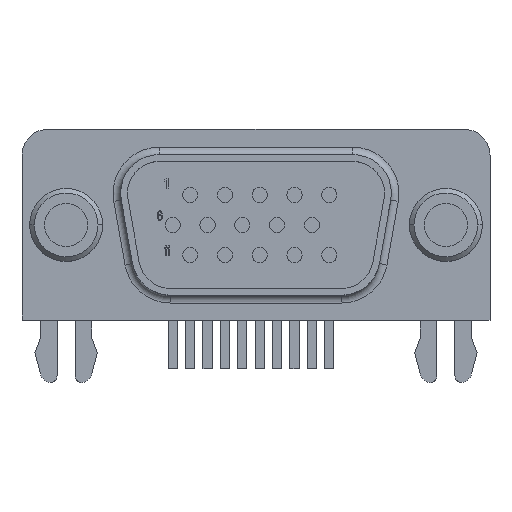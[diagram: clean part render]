
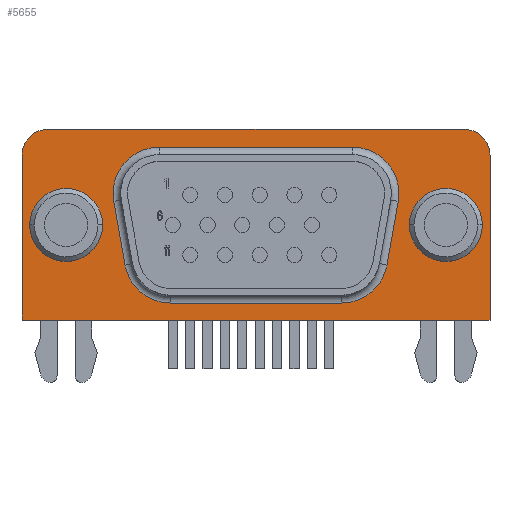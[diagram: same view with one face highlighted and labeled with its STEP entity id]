
A CAD part, top view. The second image highlights one B-rep face of the part: STEP entity #5655.
In plain terms, the highlighted planar face has unit normal (0, 0, 1).
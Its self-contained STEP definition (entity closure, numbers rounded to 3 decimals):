
#220=CARTESIAN_POINT('',(-6.37,2.09,-6.));
#221=DIRECTION('',(0.,0.,-1.));
#222=DIRECTION('',(-0.985,-0.174,0.));
#223=AXIS2_PLACEMENT_3D('',#220,#221,#222);
#234=DIRECTION('',(-0.174,0.985,0.));
#235=VECTOR('',#234,4.244);
#236=CARTESIAN_POINT('',(-8.627,-2.618,-6.));
#237=LINE('',#236,#235);
#256=CARTESIAN_POINT('',(-5.633,-2.09,-6.));
#257=DIRECTION('',(0.,0.,-1.));
#258=DIRECTION('',(0.,-1.,0.));
#259=AXIS2_PLACEMENT_3D('',#256,#257,#258);
#270=DIRECTION('',(-1.,0.,0.));
#271=VECTOR('',#270,11.266);
#272=CARTESIAN_POINT('',(5.633,-5.13,-6.));
#273=LINE('',#272,#271);
#292=CARTESIAN_POINT('',(5.633,-2.09,-6.));
#293=DIRECTION('',(0.,0.,-1.));
#294=DIRECTION('',(0.985,-0.174,0.));
#295=AXIS2_PLACEMENT_3D('',#292,#293,#294);
#306=DIRECTION('',(-0.174,-0.985,0.));
#307=VECTOR('',#306,4.244);
#308=CARTESIAN_POINT('',(9.364,1.562,-6.));
#309=LINE('',#308,#307);
#328=CARTESIAN_POINT('',(6.37,2.09,-6.));
#329=DIRECTION('',(0.,0.,-1.));
#330=DIRECTION('',(0.,1.,0.));
#331=AXIS2_PLACEMENT_3D('',#328,#329,#330);
#342=DIRECTION('',(1.,0.,0.));
#343=VECTOR('',#342,12.74);
#344=CARTESIAN_POINT('',(-6.37,5.13,-6.));
#345=LINE('',#344,#343);
#350=DIRECTION('',(1.,0.,0.));
#351=VECTOR('',#350,27.41);
#352=CARTESIAN_POINT('',(-13.705,6.3,-6.));
#353=LINE('',#352,#351);
#354=CARTESIAN_POINT('',(12.5,0.,-6.));
#355=DIRECTION('',(0.,0.,1.));
#356=DIRECTION('',(1.,0.,0.));
#357=AXIS2_PLACEMENT_3D('',#354,#355,#356);
#359=CARTESIAN_POINT('',(12.5,0.,-6.));
#360=DIRECTION('',(0.,0.,1.));
#361=DIRECTION('',(-1.,0.,0.));
#362=AXIS2_PLACEMENT_3D('',#359,#360,#361);
#364=CARTESIAN_POINT('',(-12.5,0.,-6.));
#365=DIRECTION('',(0.,0.,1.));
#366=DIRECTION('',(1.,0.,0.));
#367=AXIS2_PLACEMENT_3D('',#364,#365,#366);
#369=CARTESIAN_POINT('',(-12.5,0.,-6.));
#370=DIRECTION('',(0.,0.,1.));
#371=DIRECTION('',(-1.,0.,0.));
#372=AXIS2_PLACEMENT_3D('',#369,#370,#371);
#378=CARTESIAN_POINT('',(13.705,4.6,-6.));
#379=DIRECTION('',(0.,0.,1.));
#380=DIRECTION('',(1.,0.,0.));
#381=AXIS2_PLACEMENT_3D('',#378,#379,#380);
#421=DIRECTION('',(0.,-1.,0.));
#422=VECTOR('',#421,10.85);
#423=CARTESIAN_POINT('',(15.405,4.6,-6.));
#424=LINE('',#423,#422);
#1069=DIRECTION('',(1.,0.,0.));
#1070=VECTOR('',#1069,30.81);
#1071=CARTESIAN_POINT('',(-15.405,-6.25,-6.));
#1072=LINE('',#1071,#1070);
#1552=DIRECTION('',(0.,-1.,0.));
#1553=VECTOR('',#1552,10.85);
#1554=CARTESIAN_POINT('',(-15.405,4.6,-6.));
#1555=LINE('',#1554,#1553);
#1586=CARTESIAN_POINT('',(-13.705,4.6,-6.));
#1587=DIRECTION('',(0.,0.,1.));
#1588=DIRECTION('',(0.,1.,0.));
#1589=AXIS2_PLACEMENT_3D('',#1586,#1587,#1588);
#4116=CARTESIAN_POINT('',(-15.405,-6.25,-6.));
#4118=VERTEX_POINT('',#4116);
#4126=CARTESIAN_POINT('',(15.405,-6.25,-6.));
#4128=VERTEX_POINT('',#4126);
#4149=CARTESIAN_POINT('',(15.405,4.6,-6.));
#4151=VERTEX_POINT('',#4149);
#4152=CARTESIAN_POINT('',(13.705,6.3,-6.));
#4153=VERTEX_POINT('',#4152);
#4156=CARTESIAN_POINT('',(-15.405,4.6,-6.));
#4158=VERTEX_POINT('',#4156);
#4162=CARTESIAN_POINT('',(-13.705,6.3,-6.));
#4163=VERTEX_POINT('',#4162);
#4168=CARTESIAN_POINT('',(-6.37,5.13,-6.));
#4169=CARTESIAN_POINT('',(6.37,5.13,-6.));
#4170=VERTEX_POINT('',#4168);
#4171=VERTEX_POINT('',#4169);
#4174=CARTESIAN_POINT('',(-9.364,1.562,-6.));
#4175=VERTEX_POINT('',#4174);
#4178=CARTESIAN_POINT('',(-8.627,-2.618,-6.));
#4179=VERTEX_POINT('',#4178);
#4182=CARTESIAN_POINT('',(-5.633,-5.13,-6.));
#4183=VERTEX_POINT('',#4182);
#4186=CARTESIAN_POINT('',(5.633,-5.13,-6.));
#4187=VERTEX_POINT('',#4186);
#4190=CARTESIAN_POINT('',(8.627,-2.618,-6.));
#4191=VERTEX_POINT('',#4190);
#4194=CARTESIAN_POINT('',(9.364,1.562,-6.));
#4195=VERTEX_POINT('',#4194);
#5292=CARTESIAN_POINT('',(14.9,0.,-6.));
#5293=CARTESIAN_POINT('',(10.1,0.,-6.));
#5294=VERTEX_POINT('',#5292);
#5295=VERTEX_POINT('',#5293);
#5338=CARTESIAN_POINT('',(-10.1,0.,-6.));
#5339=CARTESIAN_POINT('',(-14.9,0.,-6.));
#5340=VERTEX_POINT('',#5338);
#5341=VERTEX_POINT('',#5339);
#5614=CARTESIAN_POINT('',(-15.405,6.3,-6.));
#5615=DIRECTION('',(0.,0.,1.));
#5616=DIRECTION('',(0.,-1.,0.));
#5617=AXIS2_PLACEMENT_3D('',#5614,#5615,#5616);
#5618=PLANE('',#5617);
#5620=ORIENTED_EDGE('',*,*,#5619,.F.);
#5622=ORIENTED_EDGE('',*,*,#5621,.T.);
#5624=ORIENTED_EDGE('',*,*,#5623,.F.);
#5626=ORIENTED_EDGE('',*,*,#5625,.F.);
#5628=ORIENTED_EDGE('',*,*,#5627,.F.);
#5630=ORIENTED_EDGE('',*,*,#5629,.T.);
#5631=EDGE_LOOP('',(#5620,#5622,#5624,#5626,#5628,#5630));
#5632=FACE_OUTER_BOUND('',#5631,.F.);
#5633=ORIENTED_EDGE('',*,*,#5596,.F.);
#5634=ORIENTED_EDGE('',*,*,#5413,.F.);
#5635=ORIENTED_EDGE('',*,*,#5429,.F.);
#5636=ORIENTED_EDGE('',*,*,#5470,.F.);
#5637=ORIENTED_EDGE('',*,*,#5485,.F.);
#5638=ORIENTED_EDGE('',*,*,#5526,.F.);
#5639=ORIENTED_EDGE('',*,*,#5541,.F.);
#5640=ORIENTED_EDGE('',*,*,#5582,.F.);
#5641=EDGE_LOOP('',(#5633,#5634,#5635,#5636,#5637,#5638,#5639,#5640));
#5642=FACE_BOUND('',#5641,.F.);
#5644=ORIENTED_EDGE('',*,*,#5643,.T.);
#5646=ORIENTED_EDGE('',*,*,#5645,.T.);
#5647=EDGE_LOOP('',(#5644,#5646));
#5648=FACE_BOUND('',#5647,.F.);
#5650=ORIENTED_EDGE('',*,*,#5649,.T.);
#5652=ORIENTED_EDGE('',*,*,#5651,.T.);
#5653=EDGE_LOOP('',(#5650,#5652));
#5654=FACE_BOUND('',#5653,.F.);
#224=CIRCLE('',#223,3.04);
#260=CIRCLE('',#259,3.04);
#296=CIRCLE('',#295,3.04);
#332=CIRCLE('',#331,3.04);
#358=CIRCLE('',#357,2.4);
#363=CIRCLE('',#362,2.4);
#368=CIRCLE('',#367,2.4);
#373=CIRCLE('',#372,2.4);
#382=CIRCLE('',#381,1.7);
#1590=CIRCLE('',#1589,1.7);
#5413=EDGE_CURVE('',#4175,#4170,#224,.T.);
#5429=EDGE_CURVE('',#4179,#4175,#237,.T.);
#5470=EDGE_CURVE('',#4183,#4179,#260,.T.);
#5485=EDGE_CURVE('',#4187,#4183,#273,.T.);
#5526=EDGE_CURVE('',#4191,#4187,#296,.T.);
#5541=EDGE_CURVE('',#4195,#4191,#309,.T.);
#5582=EDGE_CURVE('',#4171,#4195,#332,.T.);
#5596=EDGE_CURVE('',#4170,#4171,#345,.T.);
#5619=EDGE_CURVE('',#4151,#4153,#382,.T.);
#5621=EDGE_CURVE('',#4151,#4128,#424,.T.);
#5623=EDGE_CURVE('',#4118,#4128,#1072,.T.);
#5625=EDGE_CURVE('',#4158,#4118,#1555,.T.);
#5627=EDGE_CURVE('',#4163,#4158,#1590,.T.);
#5629=EDGE_CURVE('',#4163,#4153,#353,.T.);
#5643=EDGE_CURVE('',#5294,#5295,#358,.T.);
#5645=EDGE_CURVE('',#5295,#5294,#363,.T.);
#5649=EDGE_CURVE('',#5340,#5341,#368,.T.);
#5651=EDGE_CURVE('',#5341,#5340,#373,.T.);
#5655=ADVANCED_FACE('',(#5632,#5642,#5648,#5654),#5618,.T.);
